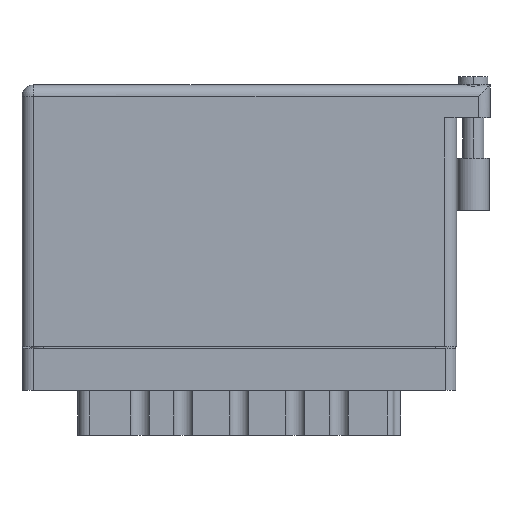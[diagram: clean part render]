
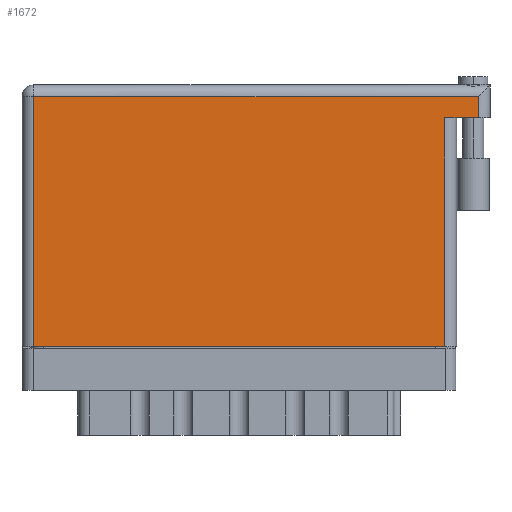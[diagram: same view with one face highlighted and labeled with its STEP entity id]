
A CAD part, front view. The second image highlights one B-rep face of the part: STEP entity #1672.
In plain terms, the highlighted face is planar.
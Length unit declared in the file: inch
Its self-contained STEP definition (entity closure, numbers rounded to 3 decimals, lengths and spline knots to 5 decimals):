
#1672 = ADVANCED_FACE ( 'NONE', ( #12757 ), #48399, .F. ) ;
#1845 = VECTOR ( 'NONE', #44281, 39.37008 ) ;
#2708 = VERTEX_POINT ( 'NONE', #48389 ) ;
#3414 = DIRECTION ( 'NONE',  ( -1., 0., 0. ) ) ;
#3470 = EDGE_CURVE ( 'NONE', #16666, #10527, #29332, .T. ) ;
#4418 = AXIS2_PLACEMENT_3D ( 'NONE', #6196, #10158, #14125 ) ;
#4776 = CARTESIAN_POINT ( 'NONE',  ( 0.07, 1.496, 0. ) ) ;
#5503 = CARTESIAN_POINT ( 'NONE',  ( 0., 1.496, 0. ) ) ;
#5974 = CARTESIAN_POINT ( 'NONE',  ( 2.73, 1.566, 0. ) ) ;
#6196 = CARTESIAN_POINT ( 'NONE',  ( 0., 1.566, 0. ) ) ;
#9519 = EDGE_CURVE ( 'NONE', #46466, #16666, #15466, .T. ) ;
#10158 = DIRECTION ( 'NONE',  ( 0., 0., -1. ) ) ;
#10527 = VERTEX_POINT ( 'NONE', #15091 ) ;
#11049 = ORIENTED_EDGE ( 'NONE', *, *, #15681, .T. ) ;
#11870 = VERTEX_POINT ( 'NONE', #42882 ) ;
#12623 = VECTOR ( 'NONE', #23218, 39.37008 ) ;
#12626 = VECTOR ( 'NONE', #27923, 39.37008 ) ;
#12757 = FACE_OUTER_BOUND ( 'NONE', #23011, .T. ) ;
#13101 = DIRECTION ( 'NONE',  ( -1., 0., 0. ) ) ;
#13824 = LINE ( 'NONE', #39407, #12626 ) ;
#14125 = DIRECTION ( 'NONE',  ( -1., 0., 0. ) ) ;
#14283 = LINE ( 'NONE', #33488, #41649 ) ;
#15091 = CARTESIAN_POINT ( 'NONE',  ( 2.53, 0., 0. ) ) ;
#15466 = LINE ( 'NONE', #17670, #1845 ) ;
#15681 = EDGE_CURVE ( 'NONE', #25707, #46466, #19540, .T. ) ;
#16666 = VERTEX_POINT ( 'NONE', #42952 ) ;
#17670 = CARTESIAN_POINT ( 'NONE',  ( 0.07, 0., 0. ) ) ;
#19540 = LINE ( 'NONE', #5503, #33245 ) ;
#23011 = EDGE_LOOP ( 'NONE', ( #42711, #32276, #45422, #42979, #11049, #28704 ) ) ;
#23218 = DIRECTION ( 'NONE',  ( 1., 0., 0. ) ) ;
#25707 = VERTEX_POINT ( 'NONE', #44405 ) ;
#26154 = EDGE_CURVE ( 'NONE', #11870, #25707, #38166, .T. ) ;
#27923 = DIRECTION ( 'NONE',  ( 0., 1., 0. ) ) ;
#28704 = ORIENTED_EDGE ( 'NONE', *, *, #9519, .T. ) ;
#29011 = EDGE_CURVE ( 'NONE', #10527, #2708, #13824, .T. ) ;
#29332 = LINE ( 'NONE', #46010, #12623 ) ;
#32276 = ORIENTED_EDGE ( 'NONE', *, *, #29011, .T. ) ;
#32868 = EDGE_CURVE ( 'NONE', #11870, #2708, #14283, .T. ) ;
#33245 = VECTOR ( 'NONE', #13101, 39.37008 ) ;
#33488 = CARTESIAN_POINT ( 'NONE',  ( 2.8, 1.369, 0. ) ) ;
#34005 = VECTOR ( 'NONE', #47870, 39.37008 ) ;
#38166 = LINE ( 'NONE', #5974, #34005 ) ;
#39407 = CARTESIAN_POINT ( 'NONE',  ( 2.53, 1.369, 0. ) ) ;
#41649 = VECTOR ( 'NONE', #3414, 39.37008 ) ;
#42711 = ORIENTED_EDGE ( 'NONE', *, *, #3470, .T. ) ;
#42882 = CARTESIAN_POINT ( 'NONE',  ( 2.73, 1.369, 0. ) ) ;
#42952 = CARTESIAN_POINT ( 'NONE',  ( 0.07, 0., 0. ) ) ;
#42979 = ORIENTED_EDGE ( 'NONE', *, *, #26154, .T. ) ;
#44281 = DIRECTION ( 'NONE',  ( 0., -1., 0. ) ) ;
#44405 = CARTESIAN_POINT ( 'NONE',  ( 2.73, 1.496, 0. ) ) ;
#45422 = ORIENTED_EDGE ( 'NONE', *, *, #32868, .F. ) ;
#46010 = CARTESIAN_POINT ( 'NONE',  ( 0., 0., 0. ) ) ;
#46466 = VERTEX_POINT ( 'NONE', #4776 ) ;
#47870 = DIRECTION ( 'NONE',  ( 0., 1., 0. ) ) ;
#48389 = CARTESIAN_POINT ( 'NONE',  ( 2.53, 1.369, 0. ) ) ;
#48399 = PLANE ( 'NONE',  #4418 ) ;
